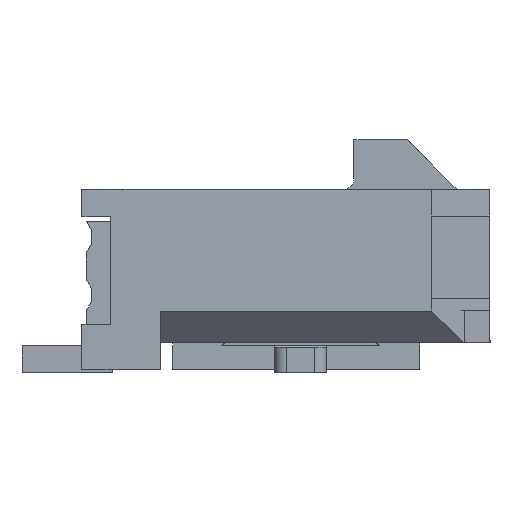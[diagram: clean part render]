
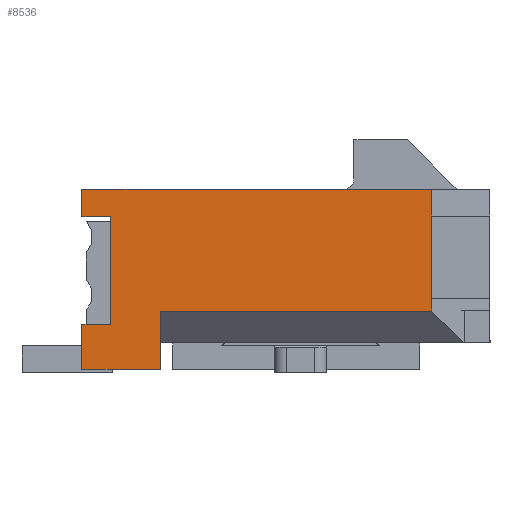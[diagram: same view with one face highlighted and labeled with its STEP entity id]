
A CAD part, front view. The second image highlights one B-rep face of the part: STEP entity #8536.
In plain terms, the highlighted face is planar.
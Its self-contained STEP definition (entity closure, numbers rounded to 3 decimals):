
#658=ORIENTED_EDGE('',*,*,#2145,.T.);
#659=ORIENTED_EDGE('',*,*,#2148,.T.);
#660=ORIENTED_EDGE('',*,*,#2314,.T.);
#661=ORIENTED_EDGE('',*,*,#2290,.T.);
#662=ORIENTED_EDGE('',*,*,#2278,.F.);
#663=ORIENTED_EDGE('',*,*,#2296,.T.);
#664=ORIENTED_EDGE('',*,*,#2298,.F.);
#665=ORIENTED_EDGE('',*,*,#2214,.F.);
#666=ORIENTED_EDGE('',*,*,#2257,.F.);
#667=ORIENTED_EDGE('',*,*,#2315,.T.);
#668=ORIENTED_EDGE('',*,*,#2316,.T.);
#669=ORIENTED_EDGE('',*,*,#2142,.T.);
#2142=EDGE_CURVE('',#3004,#3007,#3613,.T.);
#2145=EDGE_CURVE('',#3007,#3009,#3616,.T.);
#2148=EDGE_CURVE('',#3009,#3011,#3619,.T.);
#2214=EDGE_CURVE('',#3056,#3057,#3685,.T.);
#2257=EDGE_CURVE('',#3086,#3056,#3725,.T.);
#2278=EDGE_CURVE('',#3097,#3098,#3746,.T.);
#2290=EDGE_CURVE('',#3106,#3098,#3758,.T.);
#2296=EDGE_CURVE('',#3097,#3107,#3764,.T.);
#2298=EDGE_CURVE('',#3057,#3107,#3766,.T.);
#2314=EDGE_CURVE('',#3011,#3106,#3782,.T.);
#2315=EDGE_CURVE('',#3086,#3115,#3783,.T.);
#2316=EDGE_CURVE('',#3115,#3004,#3784,.T.);
#3004=VERTEX_POINT('',#11301);
#3007=VERTEX_POINT('',#11306);
#3009=VERTEX_POINT('',#11312);
#3011=VERTEX_POINT('',#11318);
#3056=VERTEX_POINT('',#11450);
#3057=VERTEX_POINT('',#11452);
#3086=VERTEX_POINT('',#11537);
#3097=VERTEX_POINT('',#11574);
#3098=VERTEX_POINT('',#11576);
#3106=VERTEX_POINT('',#11599);
#3107=VERTEX_POINT('',#11607);
#3115=VERTEX_POINT('',#11639);
#3613=LINE('',#11307,#4481);
#3616=LINE('',#11313,#4484);
#3619=LINE('',#11319,#4487);
#3685=LINE('',#11451,#4553);
#3725=LINE('',#11536,#4593);
#3746=LINE('',#11575,#4614);
#3758=LINE('',#11598,#4626);
#3764=LINE('',#11608,#4632);
#3766=LINE('',#11611,#4634);
#3782=LINE('',#11637,#4650);
#3783=LINE('',#11638,#4651);
#3784=LINE('',#11640,#4652);
#4481=VECTOR('',#9541,1000.);
#4484=VECTOR('',#9546,1000.);
#4487=VECTOR('',#9551,1000.);
#4553=VECTOR('',#9659,1000.);
#4593=VECTOR('',#9731,1000.);
#4614=VECTOR('',#9764,1000.);
#4626=VECTOR('',#9782,1000.);
#4632=VECTOR('',#9792,1000.);
#4634=VECTOR('',#9796,1000.);
#4650=VECTOR('',#9818,1000.);
#4651=VECTOR('',#9819,1000.);
#4652=VECTOR('',#9820,1000.);
#5197=EDGE_LOOP('',(#658,#659,#660,#661,#662,#663,#664,#665,#666,#667,#668,
#669));
#5545=FACE_BOUND('',#5197,.T.);
#5891=PLANE('',#8879);
#8536=ADVANCED_FACE('',(#5545),#5891,.T.);
#8879=AXIS2_PLACEMENT_3D('',#11636,#9816,#9817);
#9541=DIRECTION('',(0.,-1.,0.));
#9546=DIRECTION('',(0.,0.,-1.));
#9551=DIRECTION('',(0.,1.,0.));
#9659=DIRECTION('',(0.,0.,-1.));
#9731=DIRECTION('',(0.,0.,-1.));
#9764=DIRECTION('',(0.,0.,-1.));
#9782=DIRECTION('',(0.,-1.,0.));
#9792=DIRECTION('',(0.,-1.,0.));
#9796=DIRECTION('',(0.,0.,-1.));
#9816=DIRECTION('',(-1.,0.,0.));
#9817=DIRECTION('',(0.,0.,1.));
#9818=DIRECTION('',(0.,0.,-1.));
#9819=DIRECTION('',(0.,1.,0.));
#9820=DIRECTION('',(0.,0.,-1.));
#11301=CARTESIAN_POINT('',(-7.825,4.95,1.515));
#11306=CARTESIAN_POINT('',(-7.825,4.25,1.515));
#11307=CARTESIAN_POINT('',(-7.825,0.,1.515));
#11312=CARTESIAN_POINT('',(-7.825,4.25,-1.085));
#11313=CARTESIAN_POINT('',(-7.825,4.25,0.));
#11318=CARTESIAN_POINT('',(-7.825,4.95,-1.085));
#11319=CARTESIAN_POINT('',(-7.825,0.,-1.085));
#11450=CARTESIAN_POINT('',(-7.825,-3.536,1.535));
#11451=CARTESIAN_POINT('',(-7.825,-3.536,1.535));
#11452=CARTESIAN_POINT('',(-7.825,-3.536,-0.465));
#11536=CARTESIAN_POINT('',(-7.825,-3.536,0.));
#11537=CARTESIAN_POINT('',(-7.825,-3.536,2.185));
#11574=CARTESIAN_POINT('',(-7.825,3.05,-0.771));
#11575=CARTESIAN_POINT('',(-7.825,3.05,-2.185));
#11576=CARTESIAN_POINT('',(-7.825,3.05,-2.185));
#11598=CARTESIAN_POINT('',(-7.825,4.95,-2.185));
#11599=CARTESIAN_POINT('',(-7.825,4.95,-2.185));
#11607=CARTESIAN_POINT('',(-7.825,-3.536,-0.771));
#11608=CARTESIAN_POINT('',(-7.825,3.05,-0.771));
#11611=CARTESIAN_POINT('',(-7.825,-3.536,0.));
#11636=CARTESIAN_POINT('',(-7.825,0.,0.));
#11637=CARTESIAN_POINT('',(-7.825,4.95,2.185));
#11638=CARTESIAN_POINT('',(-7.825,-4.95,2.185));
#11639=CARTESIAN_POINT('',(-7.825,4.95,2.185));
#11640=CARTESIAN_POINT('',(-7.825,4.95,2.185));
